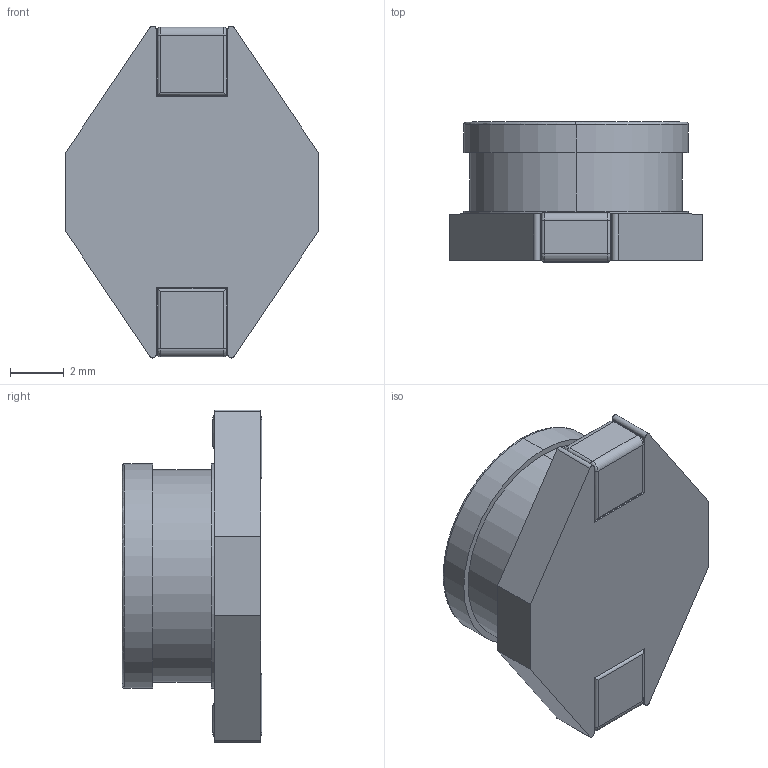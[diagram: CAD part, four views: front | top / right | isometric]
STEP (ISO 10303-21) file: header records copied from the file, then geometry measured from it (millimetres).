
FILE_DESCRIPTION (( 'STEP AP203' ), '1' );
FILE_NAME ('Coilcraft-DO3316P.STEP', '2018-12-31T11:27:05', ( '' ), ( '' ), 'SwSTEP 2.0', 'SolidWorks 2018', '' );
FILE_SCHEMA (( 'CONFIG_CONTROL_DESIGN' ));
Length unit declared in the file: millimetre
Products named in the file (1): Coilcraft-DO3316P
Bounding box: 9.4 x 5.21 x 12.37 mm (x, y, z)
Volume: 322.5 mm3; surface area: 398.7 mm2
Topology: 1 solids, 1 shells, 308 faces, 847 edges, 556 vertices
Faces by surface type: bspline 183, plane 91, cylinder 34
Entity records: 10814 total; most frequent: CARTESIAN_POINT 4157, ORIENTED_EDGE 1694, EDGE_CURVE 847, DIRECTION 789, VERTEX_POINT 556, VECTOR 429, LINE 429, B_SPLINE_CURVE_WITH_KNOTS 346
